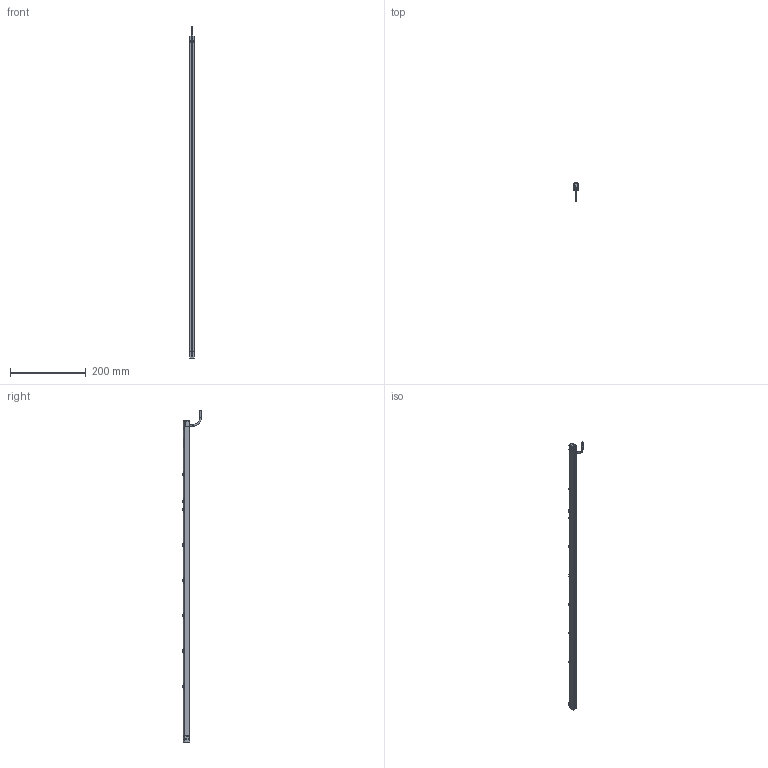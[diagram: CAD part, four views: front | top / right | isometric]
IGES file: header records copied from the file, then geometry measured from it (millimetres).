
Start section:  PTC IGES file: 225559.igs
Global section: file name: 225559.igs; native system: Creo Parametric by PTC Inc.; preprocessor: 2019292; author: PDMAdmin; organization: Unknown; date: 20211018.141900; units: millimetre
Bounding box: 12.81 x 49.18 x 874.34 mm (x, y, z)
Volume: 134949.7 mm3; surface area: 254246 mm2
Topology: 2 solids, 2 shells, 2920 faces, 14546 edges, 17778 vertices
Faces by surface type: bspline 2014, revolution 878, extrusion 28
